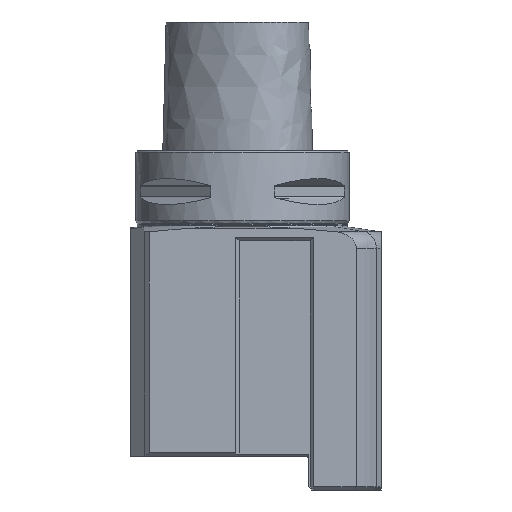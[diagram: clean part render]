
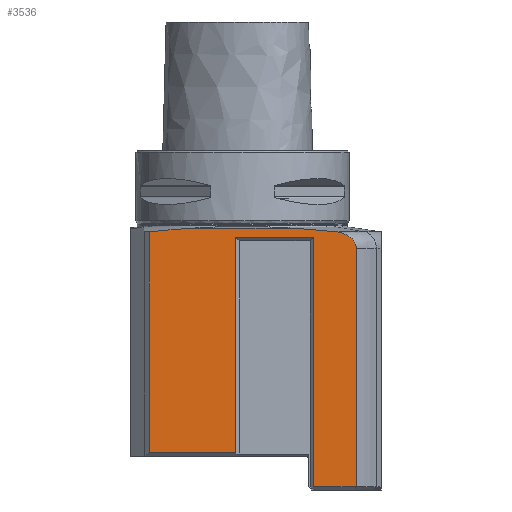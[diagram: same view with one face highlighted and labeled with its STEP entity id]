
A CAD part, left-side view. The second image highlights one B-rep face of the part: STEP entity #3536.
In plain terms, the highlighted planar face has unit normal (-1, 0, 0).
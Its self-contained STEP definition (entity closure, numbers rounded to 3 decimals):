
#3455=AXIS2_PLACEMENT_3D('Plane Axis2P3D',#3452,#3453,#3454) ;
#2814=CARTESIAN_POINT('Line Origine',(-30.,-3.054,-22.8)) ;
#2818=CARTESIAN_POINT('Vertex',(-30.,14.964,-22.8)) ;
#2820=CARTESIAN_POINT('Vertex',(-30.,-14.964,-22.8)) ;
#3407=CARTESIAN_POINT('Vertex',(-30.,27.5,-23.863)) ;
#3411=CARTESIAN_POINT('Control Point',(-30.,14.964,-22.8)) ;
#3412=CARTESIAN_POINT('Control Point',(-30.,18.569,-23.038)) ;
#3413=CARTESIAN_POINT('Control Point',(-30.,22.618,-23.374)) ;
#3414=CARTESIAN_POINT('Control Point',(-30.,27.5,-23.863)) ;
#3430=CARTESIAN_POINT('Control Point',(-30.,-14.964,-22.8)) ;
#3431=CARTESIAN_POINT('Control Point',(-30.,-17.643,-22.977)) ;
#3432=CARTESIAN_POINT('Control Point',(-30.,-20.555,-23.204)) ;
#3433=CARTESIAN_POINT('Control Point',(-30.,-23.807,-23.492)) ;
#3434=CARTESIAN_POINT('Control Point',(-30.,-27.553,-23.868)) ;
#3435=CARTESIAN_POINT('Vertex',(-30.,-27.553,-23.868)) ;
#3452=CARTESIAN_POINT('Axis2P3D Location',(-30.,27.5,-100.)) ;
#3458=CARTESIAN_POINT('Control Point',(-30.,-33.541,-28.814)) ;
#3459=CARTESIAN_POINT('Control Point',(-30.,-33.541,-28.429)) ;
#3460=CARTESIAN_POINT('Control Point',(-30.,-33.491,-28.045)) ;
#3461=CARTESIAN_POINT('Control Point',(-30.,-33.392,-27.67)) ;
#3462=CARTESIAN_POINT('Control Point',(-30.,-33.088,-26.908)) ;
#3463=CARTESIAN_POINT('Control Point',(-30.,-32.612,-26.236)) ;
#3464=CARTESIAN_POINT('Control Point',(-30.,-32.322,-25.912)) ;
#3465=CARTESIAN_POINT('Control Point',(-30.,-31.402,-25.073)) ;
#3466=CARTESIAN_POINT('Control Point',(-30.,-30.285,-24.488)) ;
#3467=CARTESIAN_POINT('Control Point',(-30.,-29.515,-24.21)) ;
#3468=CARTESIAN_POINT('Control Point',(-30.,-28.651,-24.004)) ;
#3469=CARTESIAN_POINT('Control Point',(-30.,-27.778,-23.892)) ;
#3470=CARTESIAN_POINT('Control Point',(-30.,-27.703,-23.884)) ;
#3471=CARTESIAN_POINT('Control Point',(-30.,-27.628,-23.875)) ;
#3472=CARTESIAN_POINT('Control Point',(-30.,-27.553,-23.868)) ;
#3473=CARTESIAN_POINT('Vertex',(-30.,-33.541,-28.814)) ;
#3476=CARTESIAN_POINT('Line Origine',(-30.,27.5,-56.431)) ;
#3480=CARTESIAN_POINT('Vertex',(-30.,27.5,-89.)) ;
#3483=CARTESIAN_POINT('Line Origine',(-30.,14.75,-89.)) ;
#3487=CARTESIAN_POINT('Vertex',(-30.,2.,-89.)) ;
#3490=CARTESIAN_POINT('Line Origine',(-30.,2.,-57.25)) ;
#3494=CARTESIAN_POINT('Vertex',(-30.,2.,-25.5)) ;
#3497=CARTESIAN_POINT('Line Origine',(-30.,-9.5,-25.5)) ;
#3501=CARTESIAN_POINT('Vertex',(-30.,-21.,-25.5)) ;
#3504=CARTESIAN_POINT('Line Origine',(-30.,-21.,-62.25)) ;
#3508=CARTESIAN_POINT('Vertex',(-30.,-21.,-99.)) ;
#3511=CARTESIAN_POINT('Line Origine',(-30.,-27.271,-99.)) ;
#3515=CARTESIAN_POINT('Vertex',(-30.,-33.541,-99.)) ;
#3518=CARTESIAN_POINT('Line Origine',(-30.,-33.541,-63.907)) ;
#2815=DIRECTION('Vector Direction',(0.,-1.,0.)) ;
#3453=DIRECTION('Axis2P3D Direction',(-1.,0.,0.)) ;
#3454=DIRECTION('Axis2P3D XDirection',(0.,-1.,0.)) ;
#3477=DIRECTION('Vector Direction',(0.,0.,1.)) ;
#3484=DIRECTION('Vector Direction',(0.,1.,0.)) ;
#3491=DIRECTION('Vector Direction',(0.,0.,-1.)) ;
#3498=DIRECTION('Vector Direction',(0.,-1.,0.)) ;
#3505=DIRECTION('Vector Direction',(0.,0.,-1.)) ;
#3512=DIRECTION('Vector Direction',(0.,-1.,0.)) ;
#3519=DIRECTION('Vector Direction',(0.,0.,-1.)) ;
#2816=VECTOR('Line Direction',#2815,1.) ;
#3478=VECTOR('Line Direction',#3477,1.) ;
#3485=VECTOR('Line Direction',#3484,1.) ;
#3492=VECTOR('Line Direction',#3491,1.) ;
#3499=VECTOR('Line Direction',#3498,1.) ;
#3506=VECTOR('Line Direction',#3505,1.) ;
#3513=VECTOR('Line Direction',#3512,1.) ;
#3520=VECTOR('Line Direction',#3519,1.) ;
#3524=ORIENTED_EDGE('',*,*,#3475,.T.) ;
#3525=ORIENTED_EDGE('',*,*,#3437,.F.) ;
#3526=ORIENTED_EDGE('',*,*,#2822,.F.) ;
#3527=ORIENTED_EDGE('',*,*,#3415,.T.) ;
#3528=ORIENTED_EDGE('',*,*,#3482,.F.) ;
#3529=ORIENTED_EDGE('',*,*,#3489,.F.) ;
#3530=ORIENTED_EDGE('',*,*,#3496,.F.) ;
#3531=ORIENTED_EDGE('',*,*,#3503,.T.) ;
#3532=ORIENTED_EDGE('',*,*,#3510,.T.) ;
#3533=ORIENTED_EDGE('',*,*,#3517,.F.) ;
#3534=ORIENTED_EDGE('',*,*,#3522,.F.) ;
#3536=ADVANCED_FACE('NOCUT',(#3535),#3456,.T.) ;
#3410=B_SPLINE_CURVE_WITH_KNOTS('',3,(#3411,#3412,#3413,#3414),.UNSPECIFIED.,.F.,.U.,(4,4),(0.,31.512),.UNSPECIFIED.) ;
#3429=B_SPLINE_CURVE_WITH_KNOTS('',4,(#3430,#3431,#3432,#3433,#3434),.UNSPECIFIED.,.F.,.U.,(5,5),(0.,31.624),.UNSPECIFIED.) ;
#3457=B_SPLINE_CURVE_WITH_KNOTS('',5,(#3458,#3459,#3460,#3461,#3462,#3463,#3464,#3465,#3466,#3467,#3468,#3469,#3470,#3471,#3472),.UNSPECIFIED.,.F.,.U.,(6,3,3,3,6),(0.,2.751,5.817,11.554,12.092),.UNSPECIFIED.) ;
#2822=EDGE_CURVE('',#2819,#2821,#2817,.T.) ;
#3415=EDGE_CURVE('',#2819,#3408,#3410,.T.) ;
#3437=EDGE_CURVE('',#2821,#3436,#3429,.T.) ;
#3475=EDGE_CURVE('',#3474,#3436,#3457,.T.) ;
#3482=EDGE_CURVE('',#3481,#3408,#3479,.T.) ;
#3489=EDGE_CURVE('',#3488,#3481,#3486,.T.) ;
#3496=EDGE_CURVE('',#3495,#3488,#3493,.T.) ;
#3503=EDGE_CURVE('',#3495,#3502,#3500,.T.) ;
#3510=EDGE_CURVE('',#3502,#3509,#3507,.T.) ;
#3517=EDGE_CURVE('',#3516,#3509,#3514,.F.) ;
#3522=EDGE_CURVE('',#3474,#3516,#3521,.T.) ;
#3523=EDGE_LOOP('',(#3524,#3525,#3526,#3527,#3528,#3529,#3530,#3531,#3532,#3533,#3534)) ;
#3535=FACE_OUTER_BOUND('',#3523,.T.) ;
#2817=LINE('Line',#2814,#2816) ;
#3479=LINE('Line',#3476,#3478) ;
#3486=LINE('Line',#3483,#3485) ;
#3493=LINE('Line',#3490,#3492) ;
#3500=LINE('Line',#3497,#3499) ;
#3507=LINE('Line',#3504,#3506) ;
#3514=LINE('Line',#3511,#3513) ;
#3521=LINE('Line',#3518,#3520) ;
#3456=PLANE('',#3455) ;
#2819=VERTEX_POINT('',#2818) ;
#2821=VERTEX_POINT('',#2820) ;
#3408=VERTEX_POINT('',#3407) ;
#3436=VERTEX_POINT('',#3435) ;
#3474=VERTEX_POINT('',#3473) ;
#3481=VERTEX_POINT('',#3480) ;
#3488=VERTEX_POINT('',#3487) ;
#3495=VERTEX_POINT('',#3494) ;
#3502=VERTEX_POINT('',#3501) ;
#3509=VERTEX_POINT('',#3508) ;
#3516=VERTEX_POINT('',#3515) ;
